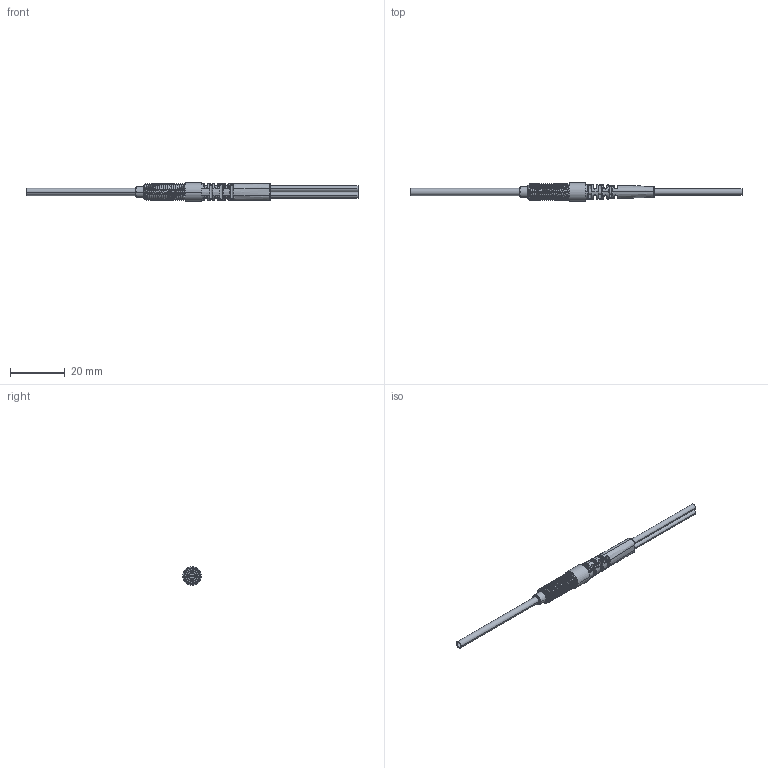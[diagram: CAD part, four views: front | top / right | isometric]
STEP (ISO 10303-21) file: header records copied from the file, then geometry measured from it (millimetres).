
FILE_DESCRIPTION((''),'2;1');
FILE_NAME('PR6Y10M_ASM','2022-07-16T09:53:08',('Administrator'),(''),'CREO PARAMETRIC BY PTC INC, 2021023','CREO PARAMETRIC BY PTC INC, 2021023','');
FILE_SCHEMA(('CONFIG_CONTROL_DESIGN'));
Length unit declared in the file: millimetre
Products named in the file (6): BOJKE-M6____; 22-XIAN____; PRM6_____; 22XIAN_____ASM; 26-20___; PR6Y10M_ASM
Assembly tree (5 placements, depth 3):
  PR6Y10M_ASM
    BOJKE-M6____
    22XIAN_____ASM
      22-XIAN____
      PRM6_____
    26-20___
Bounding box: 121 x 6.8 x 6.8 mm (x, y, z)
Volume: 1351.6 mm3; surface area: 3263.2 mm2
Topology: 5 solids, 5 shells, 316 faces, 792 edges, 492 vertices
Faces by surface type: bspline 145, cylinder 76, extrusion 46, plane 43, cone 6
Entity records: 24811 total; most frequent: CARTESIAN_POINT 18455, ORIENTED_EDGE 1584, DIRECTION 800, EDGE_CURVE 792, B_SPLINE_CURVE_WITH_KNOTS 517, VERTEX_POINT 492, EDGE_LOOP 340, FACE_OUTER_BOUND 316
